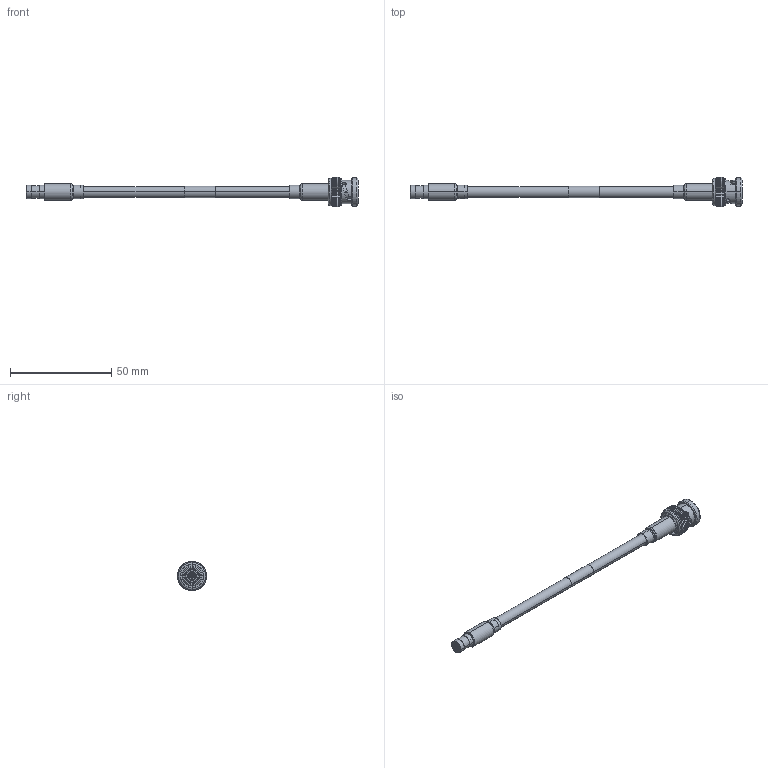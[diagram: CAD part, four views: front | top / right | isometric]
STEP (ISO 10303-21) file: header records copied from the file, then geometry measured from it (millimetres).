
FILE_DESCRIPTION (( 'STEP AP203' ), '1' );
FILE_NAME ('FMCA2782.STEP', '2022-03-09T20:08:03', ( '' ), ( '' ), 'SwSTEP 2.0', 'SolidWorks 2021', '' );
FILE_SCHEMA (( 'CONFIG_CONTROL_DESIGN' ));
Length unit declared in the file: millimetre
Products named in the file (7): FMCA2782; RG223_with label; FMCN1757_FERRULE; FMCN1567; FMCN1757; CA-240-MA1_.75" Long
Assembly tree (7 placements, depth 3):
  FMCA2782
    RG223_with label
    FMCN1567
    CA-240-MA1_.75" Long  x2
    FMCN1757
      FMCN1757
      FMCN1757_FERRULE
Bounding box: 163.72 x 14.46 x 14.46 mm (x, y, z)
Volume: 5330.2 mm3; surface area: 8562.5 mm2
Topology: 8 solids, 8 shells, 617 faces, 1421 edges, 844 vertices
Faces by surface type: plane 228, cylinder 178, cone 167, torus 32, bspline 12
Entity records: 19471 total; most frequent: CARTESIAN_POINT 5535, DIRECTION 2783, ORIENTED_EDGE 2754, EDGE_CURVE 1377, AXIS2_PLACEMENT_3D 1158, VERTEX_POINT 820, EDGE_LOOP 631, ADVANCED_FACE 595
